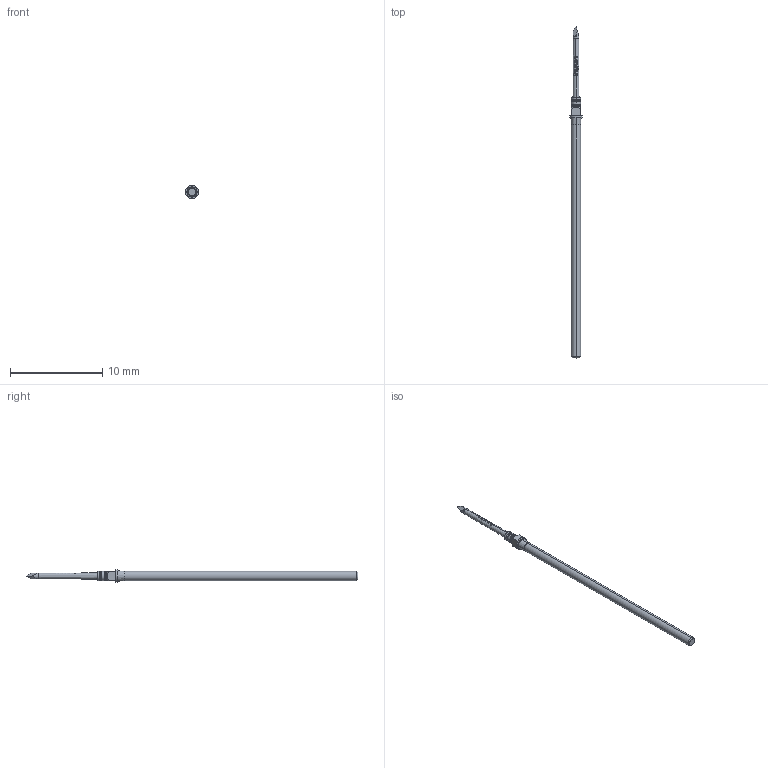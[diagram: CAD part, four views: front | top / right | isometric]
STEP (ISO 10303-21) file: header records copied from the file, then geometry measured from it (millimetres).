
FILE_DESCRIPTION (( 'STEP AP203' ), '1' );
FILE_NAME ('INGUN_GKS-075_277_064_A_xx02_M.STEP', '2021-09-29T05:31:32', ( 'ochi' ), ( '' ), 'SwSTEP 2.0', 'SolidWorks 2018', '' );
FILE_SCHEMA (( 'CONFIG_CONTROL_DESIGN' ));
Length unit declared in the file: millimetre
Products named in the file (1): INGUN_GKS-075_277_064_A_xx02_M
Bounding box: 1.4 x 35.9 x 1.4 mm (x, y, z)
Volume: 24.8 mm3; surface area: 106.8 mm2
Topology: 1 solids, 1 shells, 106 faces, 279 edges, 178 vertices
Faces by surface type: bspline 52, cone 20, plane 14, cylinder 12, torus 8
Entity records: 4428 total; most frequent: CARTESIAN_POINT 2229, ORIENTED_EDGE 558, EDGE_CURVE 279, DIRECTION 252, B_SPLINE_CURVE_WITH_KNOTS 182, VERTEX_POINT 178, EDGE_LOOP 109, FACE_OUTER_BOUND 106
